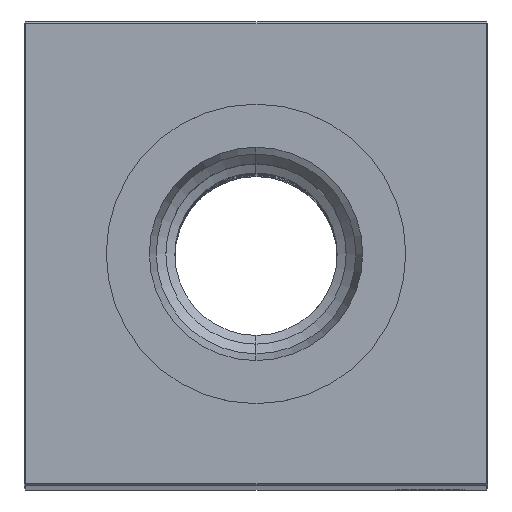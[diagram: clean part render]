
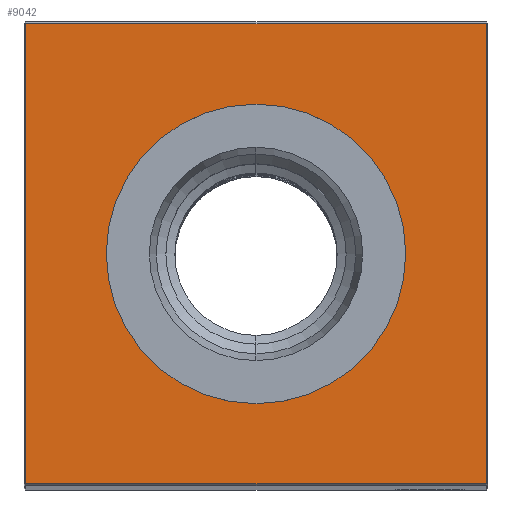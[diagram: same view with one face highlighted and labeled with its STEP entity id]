
A CAD part, top view. The second image highlights one B-rep face of the part: STEP entity #9042.
In plain terms, the highlighted planar face has unit normal (0, 0, 1).
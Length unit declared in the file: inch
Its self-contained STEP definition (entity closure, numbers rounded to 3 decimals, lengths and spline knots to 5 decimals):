
#628 = AXIS2_PLACEMENT_3D ( 'NONE', #8199, #1608, #29051 ) ;
#1013 = CARTESIAN_POINT ( 'NONE',  ( 0., -1.24, 13. ) ) ;
#1014 = EDGE_CURVE ( 'NONE', #8703, #19499, #16097, .T. ) ;
#1147 = VECTOR ( 'NONE', #10151, 39.37008 ) ;
#1608 = DIRECTION ( 'NONE',  ( 0., 0., -1. ) ) ;
#1723 = CARTESIAN_POINT ( 'NONE',  ( 1.24, -1.24, 13. ) ) ;
#2716 = ORIENTED_EDGE ( 'NONE', *, *, #22732, .T. ) ;
#2798 = DIRECTION ( 'NONE',  ( 0., 1., 0. ) ) ;
#3987 = VECTOR ( 'NONE', #2798, 39.37008 ) ;
#5156 = DIRECTION ( 'NONE',  ( -1., 0., 0. ) ) ;
#6513 = VERTEX_POINT ( 'NONE', #15777 ) ;
#6975 = LINE ( 'NONE', #18525, #16496 ) ;
#7091 = DIRECTION ( 'NONE',  ( -1., 0., 0. ) ) ;
#7187 = EDGE_CURVE ( 'NONE', #27555, #17310, #14942, .T. ) ;
#8199 = CARTESIAN_POINT ( 'NONE',  ( 0., 0., 13. ) ) ;
#8703 = VERTEX_POINT ( 'NONE', #20086 ) ;
#9042 = ADVANCED_FACE ( 'NONE', ( #11452, #16090 ), #18483, .F. ) ;
#9804 = AXIS2_PLACEMENT_3D ( 'NONE', #11315, #18631, #5156 ) ;
#10151 = DIRECTION ( 'NONE',  ( 1., 0., 0. ) ) ;
#10543 = CARTESIAN_POINT ( 'NONE',  ( 0., 0., 13. ) ) ;
#11315 = CARTESIAN_POINT ( 'NONE',  ( 0., 0., 13. ) ) ;
#11452 = FACE_OUTER_BOUND ( 'NONE', #28732, .T. ) ;
#11501 = AXIS2_PLACEMENT_3D ( 'NONE', #10543, #19218, #21771 ) ;
#11937 = CARTESIAN_POINT ( 'NONE',  ( 1.24, 0., 13. ) ) ;
#12498 = EDGE_CURVE ( 'NONE', #6513, #15798, #26466, .T. ) ;
#12770 = EDGE_CURVE ( 'NONE', #17310, #8703, #21364, .T. ) ;
#13709 = CARTESIAN_POINT ( 'NONE',  ( 0., 1.24, 13. ) ) ;
#14057 = CARTESIAN_POINT ( 'NONE',  ( 0., 0.80709, 13. ) ) ;
#14942 = LINE ( 'NONE', #1013, #1147 ) ;
#15777 = CARTESIAN_POINT ( 'NONE',  ( 0., -0.80709, 13. ) ) ;
#15798 = VERTEX_POINT ( 'NONE', #14057 ) ;
#15996 = ORIENTED_EDGE ( 'NONE', *, *, #1014, .T. ) ;
#16090 = FACE_BOUND ( 'NONE', #24900, .T. ) ;
#16097 = LINE ( 'NONE', #13709, #17268 ) ;
#16496 = VECTOR ( 'NONE', #25414, 39.37008 ) ;
#16659 = EDGE_CURVE ( 'NONE', #15798, #6513, #24423, .T. ) ;
#17268 = VECTOR ( 'NONE', #7091, 39.37008 ) ;
#17310 = VERTEX_POINT ( 'NONE', #1723 ) ;
#17788 = CARTESIAN_POINT ( 'NONE',  ( -1.24, 1.24, 13. ) ) ;
#17799 = ORIENTED_EDGE ( 'NONE', *, *, #12770, .T. ) ;
#18483 = PLANE ( 'NONE',  #9804 ) ;
#18525 = CARTESIAN_POINT ( 'NONE',  ( -1.24, 0., 13. ) ) ;
#18631 = DIRECTION ( 'NONE',  ( 0., 0., -1. ) ) ;
#19218 = DIRECTION ( 'NONE',  ( 0., 0., -1. ) ) ;
#19499 = VERTEX_POINT ( 'NONE', #17788 ) ;
#20086 = CARTESIAN_POINT ( 'NONE',  ( 1.24, 1.24, 13. ) ) ;
#20373 = CARTESIAN_POINT ( 'NONE',  ( -1.24, -1.24, 13. ) ) ;
#21364 = LINE ( 'NONE', #11937, #3987 ) ;
#21771 = DIRECTION ( 'NONE',  ( -1., 0., 0. ) ) ;
#22732 = EDGE_CURVE ( 'NONE', #19499, #27555, #6975, .T. ) ;
#24423 = CIRCLE ( 'NONE', #11501, 0.80709 ) ;
#24900 = EDGE_LOOP ( 'NONE', ( #28818, #27345 ) ) ;
#25414 = DIRECTION ( 'NONE',  ( 0., -1., 0. ) ) ;
#26259 = ORIENTED_EDGE ( 'NONE', *, *, #7187, .T. ) ;
#26466 = CIRCLE ( 'NONE', #628, 0.80709 ) ;
#27345 = ORIENTED_EDGE ( 'NONE', *, *, #12498, .T. ) ;
#27555 = VERTEX_POINT ( 'NONE', #20373 ) ;
#28732 = EDGE_LOOP ( 'NONE', ( #2716, #26259, #17799, #15996 ) ) ;
#28818 = ORIENTED_EDGE ( 'NONE', *, *, #16659, .T. ) ;
#29051 = DIRECTION ( 'NONE',  ( -1., 0., 0. ) ) ;
